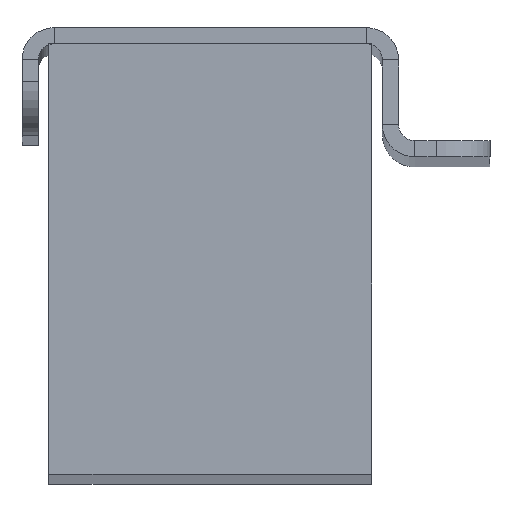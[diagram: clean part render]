
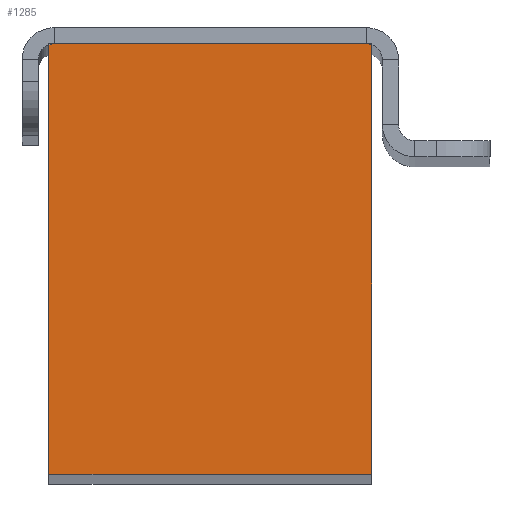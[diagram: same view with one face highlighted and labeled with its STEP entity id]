
A CAD part, top view. The second image highlights one B-rep face of the part: STEP entity #1285.
In plain terms, the highlighted planar face has unit normal (0, 0, 1).
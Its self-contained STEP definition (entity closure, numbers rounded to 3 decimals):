
#49 = VECTOR ( 'NONE', #248, 1000. ) ;
#89 = DIRECTION ( 'NONE',  ( 0., -1., 0. ) ) ;
#93 = CARTESIAN_POINT ( 'NONE',  ( 40., 15., 271. ) ) ;
#117 = CARTESIAN_POINT ( 'NONE',  ( 0., -15., 271. ) ) ;
#146 = CARTESIAN_POINT ( 'NONE',  ( 0., 15., 271. ) ) ;
#194 = VECTOR ( 'NONE', #1191, 1000. ) ;
#248 = DIRECTION ( 'NONE',  ( -1., 0., 0. ) ) ;
#252 = VERTEX_POINT ( 'NONE', #117 ) ;
#272 = CARTESIAN_POINT ( 'NONE',  ( 40., -15., 271. ) ) ;
#277 = EDGE_CURVE ( 'NONE', #984, #570, #729, .T. ) ;
#398 = CARTESIAN_POINT ( 'NONE',  ( 40., -15., 271. ) ) ;
#404 = LINE ( 'NONE', #923, #907 ) ;
#425 = CARTESIAN_POINT ( 'NONE',  ( 40., -15., 271. ) ) ;
#444 = ORIENTED_EDGE ( 'NONE', *, *, #482, .F. ) ;
#454 = CARTESIAN_POINT ( 'NONE',  ( 0., -15., 271. ) ) ;
#482 = EDGE_CURVE ( 'NONE', #570, #252, #1213, .T. ) ;
#492 = DIRECTION ( 'NONE',  ( 0., 0., -1. ) ) ;
#561 = LINE ( 'NONE', #454, #194 ) ;
#570 = VERTEX_POINT ( 'NONE', #272 ) ;
#729 = LINE ( 'NONE', #425, #783 ) ;
#783 = VECTOR ( 'NONE', #89, 1000. ) ;
#820 = DIRECTION ( 'NONE',  ( -1., 0., 0. ) ) ;
#842 = AXIS2_PLACEMENT_3D ( 'NONE', #398, #492, #820 ) ;
#904 = ORIENTED_EDGE ( 'NONE', *, *, #1111, .T. ) ;
#907 = VECTOR ( 'NONE', #1253, 1000. ) ;
#923 = CARTESIAN_POINT ( 'NONE',  ( 40., 15., 271. ) ) ;
#930 = FACE_OUTER_BOUND ( 'NONE', #935, .T. ) ;
#935 = EDGE_LOOP ( 'NONE', ( #904, #444, #1210, #1000 ) ) ;
#984 = VERTEX_POINT ( 'NONE', #93 ) ;
#1000 = ORIENTED_EDGE ( 'NONE', *, *, #1295, .T. ) ;
#1009 = CARTESIAN_POINT ( 'NONE',  ( 40., -15., 271. ) ) ;
#1011 = PLANE ( 'NONE',  #842 ) ;
#1025 = VERTEX_POINT ( 'NONE', #146 ) ;
#1111 = EDGE_CURVE ( 'NONE', #1025, #252, #561, .T. ) ;
#1191 = DIRECTION ( 'NONE',  ( 0., -1., 0. ) ) ;
#1210 = ORIENTED_EDGE ( 'NONE', *, *, #277, .F. ) ;
#1213 = LINE ( 'NONE', #1009, #49 ) ;
#1253 = DIRECTION ( 'NONE',  ( -1., 0., 0. ) ) ;
#1285 = ADVANCED_FACE ( 'NONE', ( #930 ), #1011, .F. ) ;
#1295 = EDGE_CURVE ( 'NONE', #984, #1025, #404, .T. ) ;
